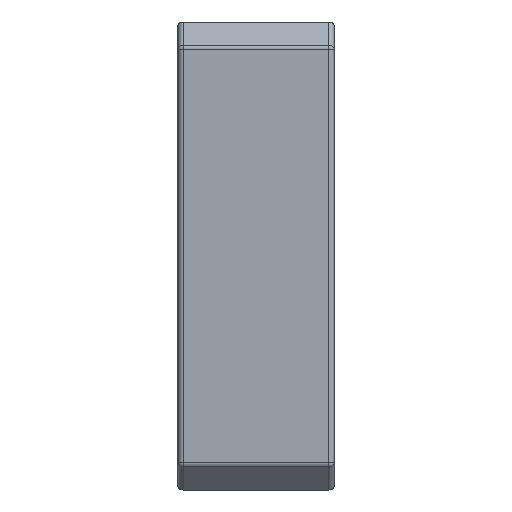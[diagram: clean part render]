
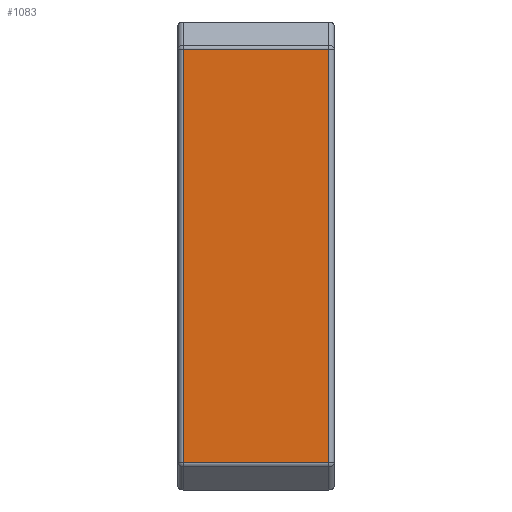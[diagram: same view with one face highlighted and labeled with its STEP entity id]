
A CAD part, front view. The second image highlights one B-rep face of the part: STEP entity #1083.
In plain terms, the highlighted planar face has unit normal (0, -1, 0).
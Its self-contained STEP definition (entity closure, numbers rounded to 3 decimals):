
#9 = DIRECTION ( 'NONE',  ( 0., 0., -1. ) ) ;
#57 = DIRECTION ( 'NONE',  ( -1., 0., 0. ) ) ;
#106 = LINE ( 'NONE', #414, #553 ) ;
#112 = AXIS2_PLACEMENT_3D ( 'NONE', #539, #646, #9 ) ;
#140 = CARTESIAN_POINT ( 'NONE',  ( 13., 0., -37.046 ) ) ;
#147 = VERTEX_POINT ( 'NONE', #238 ) ;
#168 = EDGE_CURVE ( 'NONE', #785, #907, #937, .T. ) ;
#202 = ORIENTED_EDGE ( 'NONE', *, *, #726, .T. ) ;
#238 = CARTESIAN_POINT ( 'NONE',  ( 13., 0., 37.046 ) ) ;
#312 = CARTESIAN_POINT ( 'NONE',  ( 13., 0., 37.461 ) ) ;
#407 = EDGE_CURVE ( 'NONE', #907, #1261, #106, .T. ) ;
#414 = CARTESIAN_POINT ( 'NONE',  ( -14., 0., -37.046 ) ) ;
#416 = DIRECTION ( 'NONE',  ( 0., 0., 1. ) ) ;
#511 = EDGE_CURVE ( 'NONE', #147, #785, #749, .T. ) ;
#512 = CARTESIAN_POINT ( 'NONE',  ( -13., 0., -37.046 ) ) ;
#534 = PLANE ( 'NONE',  #112 ) ;
#539 = CARTESIAN_POINT ( 'NONE',  ( -14., 0., 37.461 ) ) ;
#553 = VECTOR ( 'NONE', #1352, 1000. ) ;
#584 = LINE ( 'NONE', #312, #642 ) ;
#625 = VECTOR ( 'NONE', #784, 1000. ) ;
#642 = VECTOR ( 'NONE', #416, 1000. ) ;
#646 = DIRECTION ( 'NONE',  ( 0., -1., 0. ) ) ;
#663 = FACE_OUTER_BOUND ( 'NONE', #860, .T. ) ;
#726 = EDGE_CURVE ( 'NONE', #1261, #147, #584, .T. ) ;
#749 = LINE ( 'NONE', #806, #1325 ) ;
#784 = DIRECTION ( 'NONE',  ( 0., 0., -1. ) ) ;
#785 = VERTEX_POINT ( 'NONE', #1164 ) ;
#806 = CARTESIAN_POINT ( 'NONE',  ( -14., 0., 37.046 ) ) ;
#839 = ORIENTED_EDGE ( 'NONE', *, *, #511, .T. ) ;
#860 = EDGE_LOOP ( 'NONE', ( #1266, #202, #839, #1277 ) ) ;
#907 = VERTEX_POINT ( 'NONE', #512 ) ;
#937 = LINE ( 'NONE', #1090, #625 ) ;
#1083 = ADVANCED_FACE ( 'NONE', ( #663 ), #534, .T. ) ;
#1090 = CARTESIAN_POINT ( 'NONE',  ( -13., 0., -37.461 ) ) ;
#1164 = CARTESIAN_POINT ( 'NONE',  ( -13., 0., 37.046 ) ) ;
#1261 = VERTEX_POINT ( 'NONE', #140 ) ;
#1266 = ORIENTED_EDGE ( 'NONE', *, *, #407, .T. ) ;
#1277 = ORIENTED_EDGE ( 'NONE', *, *, #168, .T. ) ;
#1325 = VECTOR ( 'NONE', #57, 1000. ) ;
#1352 = DIRECTION ( 'NONE',  ( 1., 0., 0. ) ) ;
